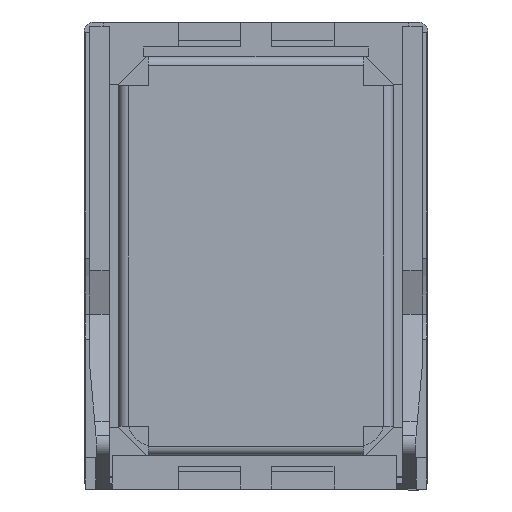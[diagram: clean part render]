
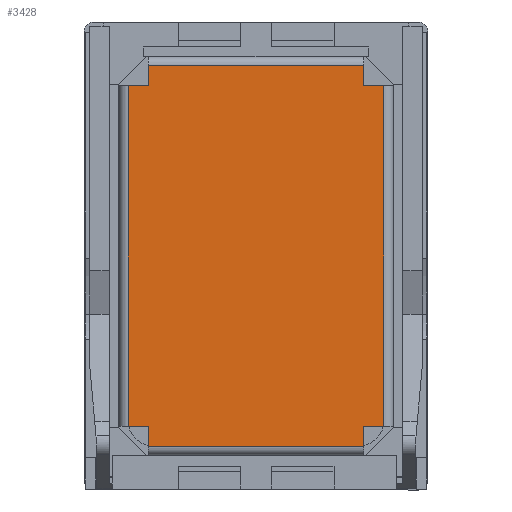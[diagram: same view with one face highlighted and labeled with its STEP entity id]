
A CAD part, front view. The second image highlights one B-rep face of the part: STEP entity #3428.
In plain terms, the highlighted planar face has unit normal (0, -1, 0).
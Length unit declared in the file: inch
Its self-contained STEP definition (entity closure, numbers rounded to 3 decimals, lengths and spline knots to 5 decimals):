
#69 = VECTOR ( 'NONE', #262, 39.37008 ) ;
#112 = CARTESIAN_POINT ( 'NONE',  ( 0.04331, -0.09843, -0.50984 ) ) ;
#250 = VERTEX_POINT ( 'NONE', #3709 ) ;
#262 = DIRECTION ( 'NONE',  ( 0., 0., 1. ) ) ;
#272 = ORIENTED_EDGE ( 'NONE', *, *, #2215, .F. ) ;
#463 = VERTEX_POINT ( 'NONE', #5128 ) ;
#495 = LINE ( 'NONE', #3834, #2863 ) ;
#559 = LINE ( 'NONE', #3597, #3566 ) ;
#577 = DIRECTION ( 'NONE',  ( 0., 0., -1. ) ) ;
#612 = CARTESIAN_POINT ( 'NONE',  ( 0.21654, -0.09843, -0.05512 ) ) ;
#626 = VECTOR ( 'NONE', #3950, 39.37008 ) ;
#677 = LINE ( 'NONE', #4963, #1142 ) ;
#747 = EDGE_CURVE ( 'NONE', #5142, #3377, #677, .T. ) ;
#845 = CARTESIAN_POINT ( 'NONE',  ( 0.35236, -0.09843, -0.05512 ) ) ;
#902 = ORIENTED_EDGE ( 'NONE', *, *, #3389, .F. ) ;
#1026 = CARTESIAN_POINT ( 'NONE',  ( 0.04331, -0.09843, -0.50984 ) ) ;
#1099 = LINE ( 'NONE', #2817, #1249 ) ;
#1142 = VECTOR ( 'NONE', #5461, 39.37008 ) ;
#1152 = LINE ( 'NONE', #4568, #3475 ) ;
#1172 = VERTEX_POINT ( 'NONE', #2649 ) ;
#1249 = VECTOR ( 'NONE', #4856, 39.37008 ) ;
#1283 = CARTESIAN_POINT ( 'NONE',  ( 0.08071, -0.09843, -0.05512 ) ) ;
#1345 = DIRECTION ( 'NONE',  ( 0., 0., -1. ) ) ;
#1476 = VERTEX_POINT ( 'NONE', #5050 ) ;
#1477 = EDGE_CURVE ( 'NONE', #1476, #5142, #2536, .T. ) ;
#1488 = CARTESIAN_POINT ( 'NONE',  ( 0.08071, -0.09843, -0.08071 ) ) ;
#1556 = ORIENTED_EDGE ( 'NONE', *, *, #3485, .T. ) ;
#1620 = VECTOR ( 'NONE', #1951, 39.37008 ) ;
#1653 = VERTEX_POINT ( 'NONE', #3534 ) ;
#1731 = EDGE_CURVE ( 'NONE', #463, #4390, #559, .T. ) ;
#1816 = FACE_OUTER_BOUND ( 'NONE', #2411, .T. ) ;
#1833 = EDGE_CURVE ( 'NONE', #4921, #463, #1152, .T. ) ;
#1951 = DIRECTION ( 'NONE',  ( -1., 0., 0. ) ) ;
#2021 = CARTESIAN_POINT ( 'NONE',  ( 0.37795, -0.09843, -0.08071 ) ) ;
#2215 = EDGE_CURVE ( 'NONE', #3345, #3377, #495, .T. ) ;
#2325 = EDGE_CURVE ( 'NONE', #3345, #3696, #4366, .T. ) ;
#2411 = EDGE_LOOP ( 'NONE', ( #4662, #2963, #902, #5132, #3398, #272, #4249, #1556, #4080, #4142, #2773, #4170 ) ) ;
#2508 = CARTESIAN_POINT ( 'NONE',  ( 0.37795, -0.09843, -0.29528 ) ) ;
#2536 = LINE ( 'NONE', #2508, #69 ) ;
#2649 = CARTESIAN_POINT ( 'NONE',  ( 0.05512, -0.09843, -0.50984 ) ) ;
#2696 = VERTEX_POINT ( 'NONE', #4521 ) ;
#2773 = ORIENTED_EDGE ( 'NONE', *, *, #4435, .F. ) ;
#2782 = LINE ( 'NONE', #112, #626 ) ;
#2817 = CARTESIAN_POINT ( 'NONE',  ( 0.04331, -0.09843, -0.08071 ) ) ;
#2863 = VECTOR ( 'NONE', #1345, 39.37008 ) ;
#2946 = VECTOR ( 'NONE', #3084, 39.37008 ) ;
#2963 = ORIENTED_EDGE ( 'NONE', *, *, #3342, .T. ) ;
#3047 = EDGE_CURVE ( 'NONE', #1653, #2696, #1099, .T. ) ;
#3062 = DIRECTION ( 'NONE',  ( 0., 0., 1. ) ) ;
#3084 = DIRECTION ( 'NONE',  ( -1., 0., 0. ) ) ;
#3144 = DIRECTION ( 'NONE',  ( 0., -1., 0. ) ) ;
#3233 = PLANE ( 'NONE',  #4473 ) ;
#3342 = EDGE_CURVE ( 'NONE', #4921, #250, #3396, .T. ) ;
#3345 = VERTEX_POINT ( 'NONE', #845 ) ;
#3377 = VERTEX_POINT ( 'NONE', #3805 ) ;
#3389 = EDGE_CURVE ( 'NONE', #1476, #250, #2782, .T. ) ;
#3396 = LINE ( 'NONE', #4787, #5456 ) ;
#3398 = ORIENTED_EDGE ( 'NONE', *, *, #747, .T. ) ;
#3406 = VECTOR ( 'NONE', #577, 39.37008 ) ;
#3428 = ADVANCED_FACE ( 'NONE', ( #1816 ), #3233, .T. ) ;
#3475 = VECTOR ( 'NONE', #4095, 39.37008 ) ;
#3485 = EDGE_CURVE ( 'NONE', #3696, #1653, #3530, .T. ) ;
#3530 = LINE ( 'NONE', #1488, #5460 ) ;
#3534 = CARTESIAN_POINT ( 'NONE',  ( 0.08071, -0.09843, -0.08071 ) ) ;
#3566 = VECTOR ( 'NONE', #3754, 39.37008 ) ;
#3591 = CARTESIAN_POINT ( 'NONE',  ( 0.21654, -0.09843, -0.29528 ) ) ;
#3597 = CARTESIAN_POINT ( 'NONE',  ( 0.08071, -0.09843, -0.50984 ) ) ;
#3694 = CARTESIAN_POINT ( 'NONE',  ( 0.08071, -0.09843, -0.50984 ) ) ;
#3696 = VERTEX_POINT ( 'NONE', #1283 ) ;
#3709 = CARTESIAN_POINT ( 'NONE',  ( 0.35236, -0.09843, -0.50984 ) ) ;
#3754 = DIRECTION ( 'NONE',  ( 0., 0., 1. ) ) ;
#3805 = CARTESIAN_POINT ( 'NONE',  ( 0.35236, -0.09843, -0.08071 ) ) ;
#3830 = EDGE_CURVE ( 'NONE', #2696, #1172, #3974, .T. ) ;
#3834 = CARTESIAN_POINT ( 'NONE',  ( 0.35236, -0.09843, -0.08071 ) ) ;
#3841 = CARTESIAN_POINT ( 'NONE',  ( 0.35236, -0.09843, -0.53543 ) ) ;
#3950 = DIRECTION ( 'NONE',  ( -1., 0., 0. ) ) ;
#3974 = LINE ( 'NONE', #4807, #3406 ) ;
#4005 = DIRECTION ( 'NONE',  ( 0., 0., -1. ) ) ;
#4037 = DIRECTION ( 'NONE',  ( -1., 0., 0. ) ) ;
#4080 = ORIENTED_EDGE ( 'NONE', *, *, #3047, .T. ) ;
#4095 = DIRECTION ( 'NONE',  ( -1., 0., 0. ) ) ;
#4142 = ORIENTED_EDGE ( 'NONE', *, *, #3830, .T. ) ;
#4170 = ORIENTED_EDGE ( 'NONE', *, *, #1731, .F. ) ;
#4249 = ORIENTED_EDGE ( 'NONE', *, *, #2325, .T. ) ;
#4366 = LINE ( 'NONE', #612, #2946 ) ;
#4390 = VERTEX_POINT ( 'NONE', #3694 ) ;
#4435 = EDGE_CURVE ( 'NONE', #4390, #1172, #4501, .T. ) ;
#4473 = AXIS2_PLACEMENT_3D ( 'NONE', #3591, #3144, #4037 ) ;
#4501 = LINE ( 'NONE', #1026, #1620 ) ;
#4521 = CARTESIAN_POINT ( 'NONE',  ( 0.05512, -0.09843, -0.08071 ) ) ;
#4568 = CARTESIAN_POINT ( 'NONE',  ( 0.21654, -0.09843, -0.53543 ) ) ;
#4662 = ORIENTED_EDGE ( 'NONE', *, *, #1833, .F. ) ;
#4787 = CARTESIAN_POINT ( 'NONE',  ( 0.35236, -0.09843, -0.50984 ) ) ;
#4807 = CARTESIAN_POINT ( 'NONE',  ( 0.05512, -0.09843, -0.29528 ) ) ;
#4856 = DIRECTION ( 'NONE',  ( -1., 0., 0. ) ) ;
#4921 = VERTEX_POINT ( 'NONE', #3841 ) ;
#4963 = CARTESIAN_POINT ( 'NONE',  ( 0.04331, -0.09843, -0.08071 ) ) ;
#5050 = CARTESIAN_POINT ( 'NONE',  ( 0.37795, -0.09843, -0.50984 ) ) ;
#5128 = CARTESIAN_POINT ( 'NONE',  ( 0.08071, -0.09843, -0.53543 ) ) ;
#5132 = ORIENTED_EDGE ( 'NONE', *, *, #1477, .T. ) ;
#5142 = VERTEX_POINT ( 'NONE', #2021 ) ;
#5456 = VECTOR ( 'NONE', #3062, 39.37008 ) ;
#5460 = VECTOR ( 'NONE', #4005, 39.37008 ) ;
#5461 = DIRECTION ( 'NONE',  ( -1., 0., 0. ) ) ;
